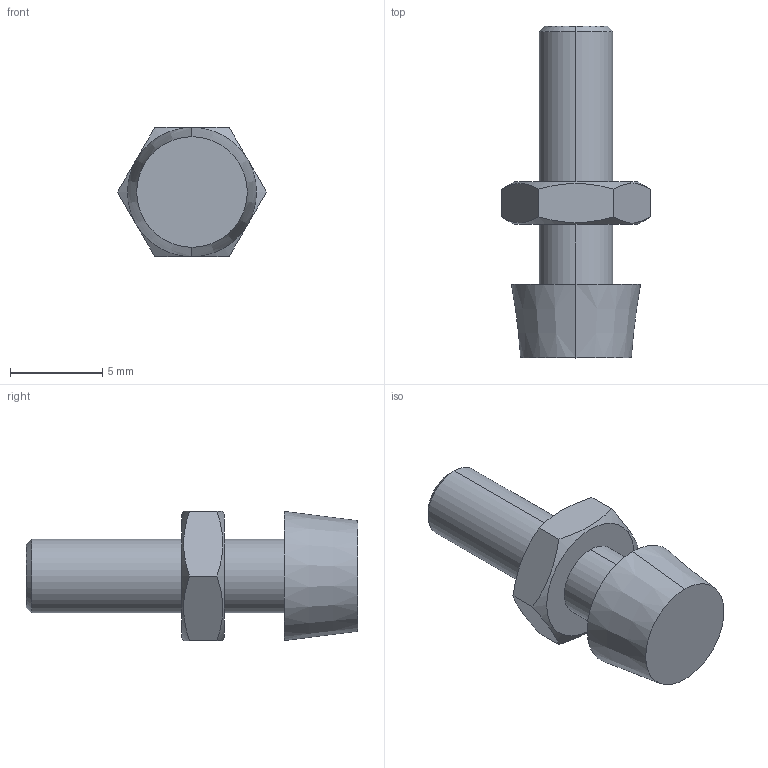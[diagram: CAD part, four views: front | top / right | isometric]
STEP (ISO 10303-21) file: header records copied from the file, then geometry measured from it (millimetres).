
FILE_DESCRIPTION (( 'STEP AP214' ), '1' );
FILE_NAME ('GH-FC-041807.STEP', '2022-12-06T09:07:28', ( '' ), ( '' ), 'SwSTEP 2.0', 'SolidWorks 2016', '' );
FILE_SCHEMA (( 'AUTOMOTIVE_DESIGN' ));
Length unit declared in the file: millimetre
Products named in the file (3): 7404018; GH-FC-041807; 6200040S
Assembly tree (2 placements, depth 2):
  GH-FC-041807
    7404018
    6200040S
Bounding box: 8.08 x 18 x 7 mm (x, y, z)
Volume: 375.4 mm3; surface area: 459.9 mm2
Topology: 2 solids, 2 shells, 23 faces, 52 edges, 34 vertices
Faces by surface type: plane 11, cone 8, cylinder 4
Entity records: 870 total; most frequent: CARTESIAN_POINT 210, DIRECTION 110, ORIENTED_EDGE 104, EDGE_CURVE 52, AXIS2_PLACEMENT_3D 46, VERTEX_POINT 34, EDGE_LOOP 26, ADVANCED_FACE 23
